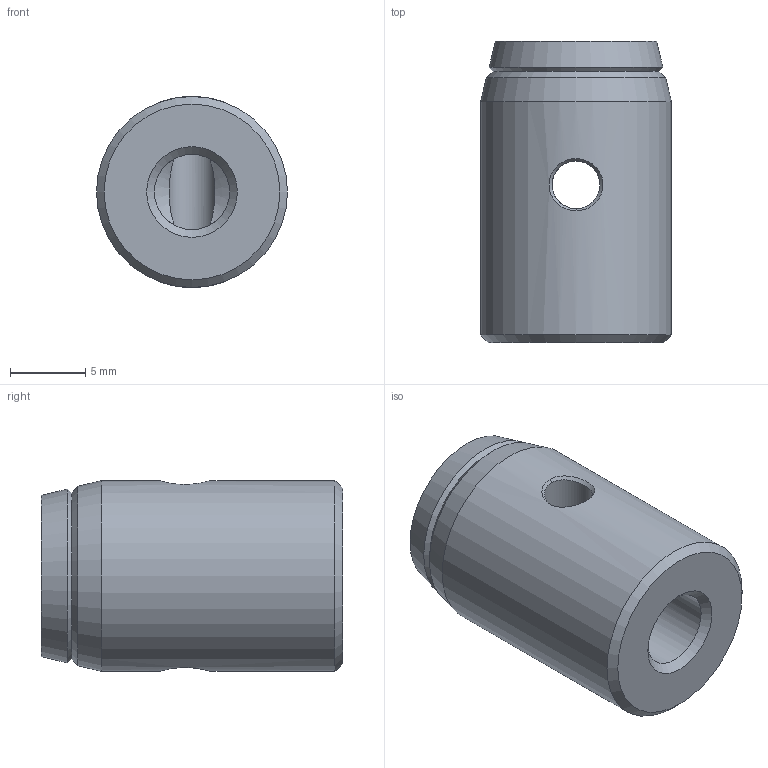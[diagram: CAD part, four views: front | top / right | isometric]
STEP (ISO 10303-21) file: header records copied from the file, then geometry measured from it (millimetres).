
FILE_DESCRIPTION(/* description */ ('STEP AP214'),/* implementation_level */ '2;1');
FILE_NAME(/* name */ 'arm_tr20m_ext.stp',/* time_stamp */ '2022-12-09T17:46:52+01:00',/* author */ ('Rik Ubaghs'),/* organization */ (''),/* preprocessor_version */ 'ST-DEVELOPER v18.1',/* originating_system */ 'Autodesk Inventor 2021',/* authorisation */ '');
FILE_SCHEMA (('AUTOMOTIVE_DESIGN { 1 0 10303 214 3 1 1 }'));
Length unit declared in the file: millimetre
Products named in the file (1): TR20_M-Step
Bounding box: 12.67 x 19.99 x 12.67 mm (x, y, z)
Volume: 2098 mm3; surface area: 1282.4 mm2
Topology: 1 solids, 1 shells, 20 faces, 58 edges, 39 vertices
Faces by surface type: cone 10, bspline 4, cylinder 4, plane 2
Full cylindrical faces by diameter (mm): 3.175 x1, 3.3 x1, 5 x1, 12.675 x1
Entity records: 1325 total; most frequent: CARTESIAN_POINT 736, ORIENTED_EDGE 114, DIRECTION 101, EDGE_CURVE 57, AXIS2_PLACEMENT_3D 42, VERTEX_POINT 39, CIRCLE 25, EDGE_LOOP 24
